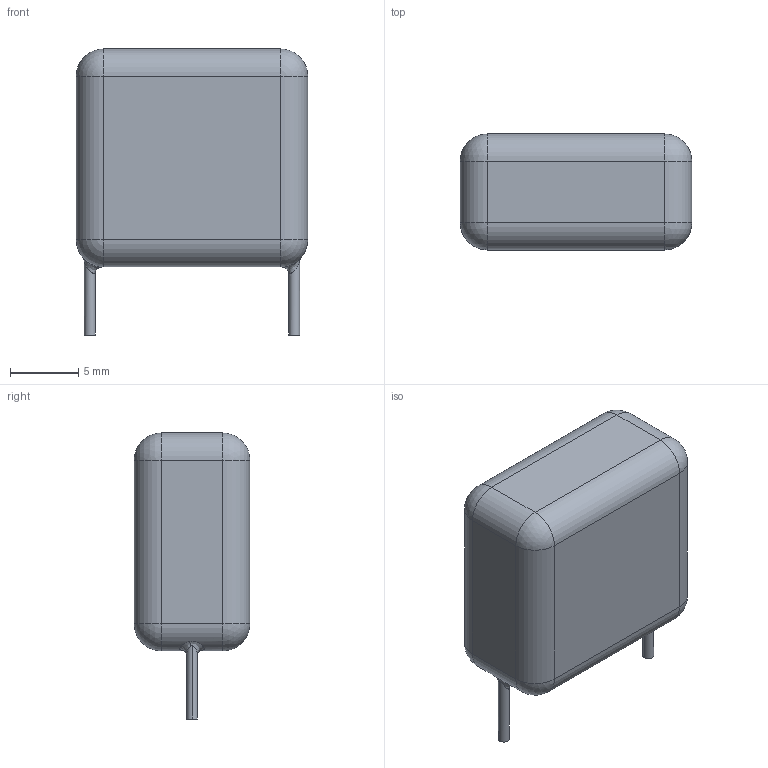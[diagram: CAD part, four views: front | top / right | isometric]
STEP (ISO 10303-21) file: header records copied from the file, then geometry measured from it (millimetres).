
FILE_DESCRIPTION (( 'STEP AP214' ), '1' );
FILE_NAME ('CAP-TH_L17.0-W8.5-P15.00-D1.2-FD.step', '2022-07-01T08:09:25', ( '' ), ( '' ), 'SwSTEP 2.0', 'SolidWorks 2020', '' );
FILE_SCHEMA (( 'AUTOMOTIVE_DESIGN' ));
Length unit declared in the file: millimetre
Products named in the file (1): CAP-TH_L17.0-W8.5-P15.00-D1.2-FD
Bounding box: 17 x 8.5 x 21 mm (x, y, z)
Volume: 2185.8 mm3; surface area: 983.8 mm2
Topology: 1 solids, 1 shells, 260 faces, 695 edges, 450 vertices
Faces by surface type: plane 134, bspline 102, cylinder 16, sphere 8
Entity records: 11698 total; most frequent: CARTESIAN_POINT 3065, ORIENTED_EDGE 1374, DIRECTION 825, EDGE_CURVE 687, VERTEX_POINT 450, VECTOR 443, LINE 443, EDGE_LOOP 281
